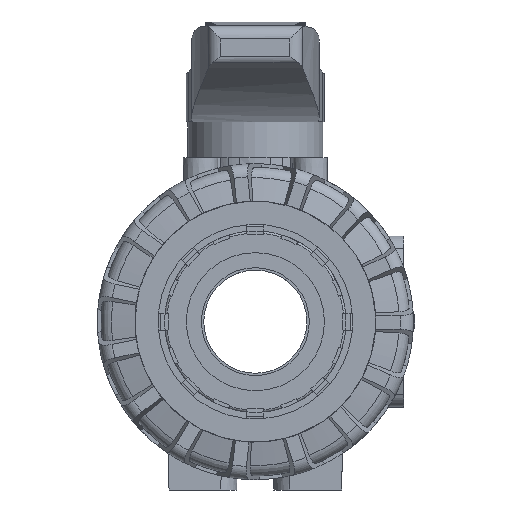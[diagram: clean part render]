
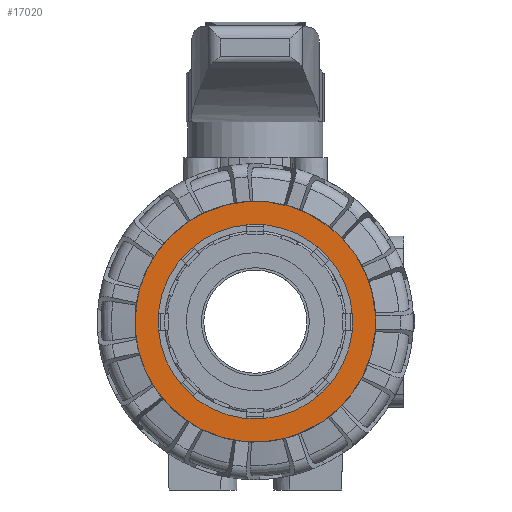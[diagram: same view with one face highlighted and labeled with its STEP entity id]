
A CAD part, left-side view. The second image highlights one B-rep face of the part: STEP entity #17020.
In plain terms, the highlighted face is planar.
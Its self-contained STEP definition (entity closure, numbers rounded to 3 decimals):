
#1213=FACE_BOUND('',#3425,.T.);
#1721=CIRCLE('',#18462,22.55);
#1737=CIRCLE('',#18507,27.9);
#2428=FACE_OUTER_BOUND('',#3424,.T.);
#3424=EDGE_LOOP('',(#13332));
#3425=EDGE_LOOP('',(#13333));
#7036=VERTEX_POINT('',#30655);
#7044=VERTEX_POINT('',#30743);
#9235=EDGE_CURVE('',#7036,#7036,#1721,.T.);
#9279=EDGE_CURVE('',#7044,#7044,#1737,.T.);
#13332=ORIENTED_EDGE('',*,*,#9279,.T.);
#13333=ORIENTED_EDGE('',*,*,#9235,.T.);
#16155=PLANE('',#18541);
#17020=ADVANCED_FACE('',(#2428,#1213),#16155,.T.);
#18462=AXIS2_PLACEMENT_3D('',#30656,#22288,#22289);
#18507=AXIS2_PLACEMENT_3D('',#30744,#22392,#22393);
#18541=AXIS2_PLACEMENT_3D('',#30780,#22462,#22463);
#22288=DIRECTION('center_axis',(0.,0.,-1.));
#22289=DIRECTION('ref_axis',(-1.,0.,0.));
#22392=DIRECTION('center_axis',(0.,0.,1.));
#22393=DIRECTION('ref_axis',(1.,0.,0.));
#22462=DIRECTION('center_axis',(0.,0.,1.));
#22463=DIRECTION('ref_axis',(1.,0.,0.));
#30655=CARTESIAN_POINT('',(22.55,0.,32.5));
#30656=CARTESIAN_POINT('Origin',(0.,0.,32.5));
#30743=CARTESIAN_POINT('',(0.,-27.9,32.5));
#30744=CARTESIAN_POINT('Origin',(0.,0.,32.5));
#30780=CARTESIAN_POINT('Origin',(0.,0.,32.5));
